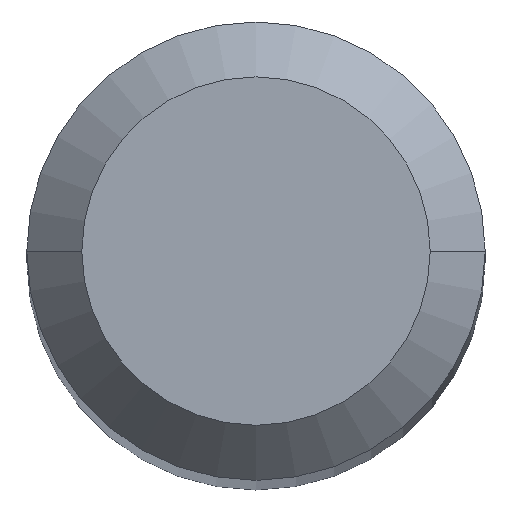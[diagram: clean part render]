
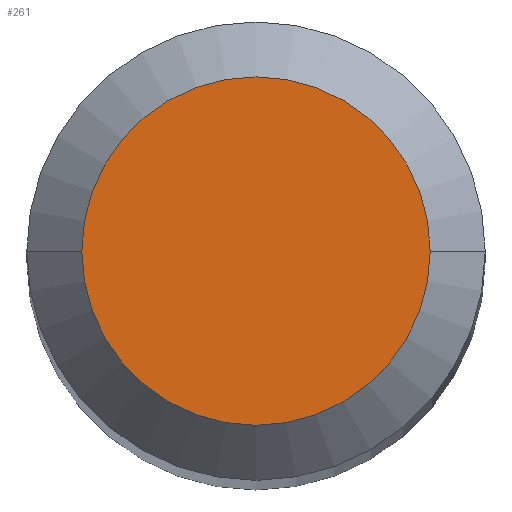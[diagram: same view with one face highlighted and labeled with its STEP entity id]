
A CAD part, top view. The second image highlights one B-rep face of the part: STEP entity #261.
In plain terms, the highlighted planar face has unit normal (0, 0, 1).
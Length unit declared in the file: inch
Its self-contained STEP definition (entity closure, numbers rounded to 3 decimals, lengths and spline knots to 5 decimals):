
#31 = VERTEX_POINT ( 'NONE', #303 ) ;
#36 = AXIS2_PLACEMENT_3D ( 'NONE', #111, #255, #515 ) ;
#52 = EDGE_CURVE ( 'NONE', #31, #117, #185, .T. ) ;
#57 = DIRECTION ( 'NONE',  ( 1., 0., 0. ) ) ;
#111 = CARTESIAN_POINT ( 'NONE',  ( 0., 0., 0. ) ) ;
#114 = ORIENTED_EDGE ( 'NONE', *, *, #52, .T. ) ;
#117 = VERTEX_POINT ( 'NONE', #440 ) ;
#145 = PLANE ( 'NONE',  #517 ) ;
#152 = DIRECTION ( 'NONE',  ( 0., 0., -1. ) ) ;
#170 = AXIS2_PLACEMENT_3D ( 'NONE', #393, #271, #57 ) ;
#180 = CIRCLE ( 'NONE', #36, 0.0475 ) ;
#184 = ORIENTED_EDGE ( 'NONE', *, *, #423, .T. ) ;
#185 = CIRCLE ( 'NONE', #170, 0.0475 ) ;
#220 = EDGE_LOOP ( 'NONE', ( #114, #184 ) ) ;
#248 = FACE_OUTER_BOUND ( 'NONE', #220, .T. ) ;
#255 = DIRECTION ( 'NONE',  ( 0., 0., 1. ) ) ;
#261 = ADVANCED_FACE ( 'NONE', ( #248 ), #145, .F. ) ;
#271 = DIRECTION ( 'NONE',  ( 0., 0., 1. ) ) ;
#303 = CARTESIAN_POINT ( 'NONE',  ( -0.0475, 0., 0. ) ) ;
#393 = CARTESIAN_POINT ( 'NONE',  ( 0., 0., 0. ) ) ;
#396 = CARTESIAN_POINT ( 'NONE',  ( 0., 0.0475, 0. ) ) ;
#423 = EDGE_CURVE ( 'NONE', #117, #31, #180, .T. ) ;
#440 = CARTESIAN_POINT ( 'NONE',  ( 0.0475, 0., 0. ) ) ;
#446 = DIRECTION ( 'NONE',  ( -1., 0., 0. ) ) ;
#515 = DIRECTION ( 'NONE',  ( 1., 0., 0. ) ) ;
#517 = AXIS2_PLACEMENT_3D ( 'NONE', #396, #152, #446 ) ;
